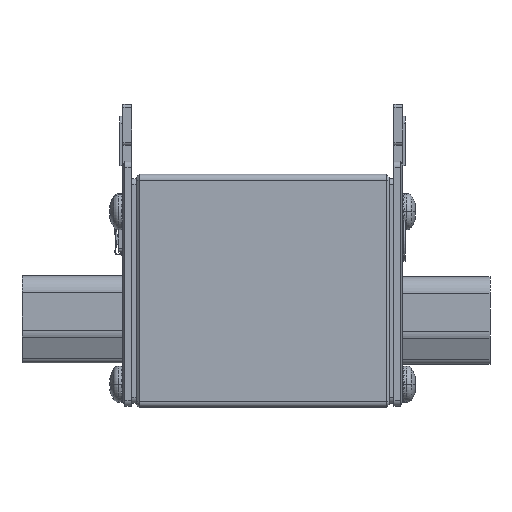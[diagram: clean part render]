
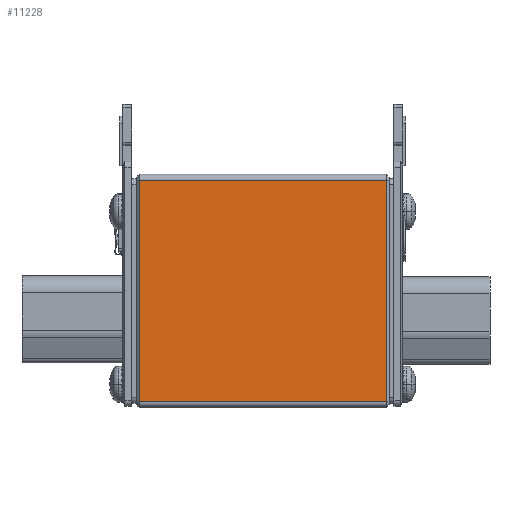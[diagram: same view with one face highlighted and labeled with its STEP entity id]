
A CAD part, left-side view. The second image highlights one B-rep face of the part: STEP entity #11228.
In plain terms, the highlighted face is planar.
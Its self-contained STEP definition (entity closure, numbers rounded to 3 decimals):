
#1714=DIRECTION('',(0.,0.,1.));
#1715=VECTOR('',#1714,42.4);
#1716=CARTESIAN_POINT('',(10.35,19.,-21.2));
#1717=LINE('',#1716,#1715);
#2119=DIRECTION('',(0.,-1.,0.));
#2120=VECTOR('',#2119,38.);
#2121=CARTESIAN_POINT('',(10.35,19.,21.2));
#2122=LINE('',#2121,#2120);
#2123=DIRECTION('',(0.,-1.,0.));
#2124=VECTOR('',#2123,38.);
#2125=CARTESIAN_POINT('',(10.35,19.,-21.2));
#2126=LINE('',#2125,#2124);
#2144=DIRECTION('',(0.,0.,-1.));
#2145=VECTOR('',#2144,42.4);
#2146=CARTESIAN_POINT('',(10.35,-19.,21.2));
#2147=LINE('',#2146,#2145);
#7735=CARTESIAN_POINT('',(10.35,19.,21.2));
#7737=VERTEX_POINT('',#7735);
#7740=CARTESIAN_POINT('',(10.35,19.,-21.2));
#7741=VERTEX_POINT('',#7740);
#7766=CARTESIAN_POINT('',(10.35,-19.,21.2));
#7767=VERTEX_POINT('',#7766);
#7768=CARTESIAN_POINT('',(10.35,-19.,-21.2));
#7769=VERTEX_POINT('',#7768);
#11215=CARTESIAN_POINT('',(10.35,20.,21.7));
#11216=DIRECTION('',(1.,0.,0.));
#11217=DIRECTION('',(0.,-1.,0.));
#11218=AXIS2_PLACEMENT_3D('',#11215,#11216,#11217);
#11219=PLANE('',#11218);
#11220=ORIENTED_EDGE('',*,*,#10928,.F.);
#11222=ORIENTED_EDGE('',*,*,#11221,.T.);
#11224=ORIENTED_EDGE('',*,*,#11223,.F.);
#11225=ORIENTED_EDGE('',*,*,#11208,.F.);
#11226=EDGE_LOOP('',(#11220,#11222,#11224,#11225));
#11227=FACE_OUTER_BOUND('',#11226,.F.);
#10928=EDGE_CURVE('',#7741,#7737,#1717,.T.);
#11208=EDGE_CURVE('',#7737,#7767,#2122,.T.);
#11221=EDGE_CURVE('',#7741,#7769,#2126,.T.);
#11223=EDGE_CURVE('',#7767,#7769,#2147,.T.);
#11228=ADVANCED_FACE('',(#11227),#11219,.T.);
